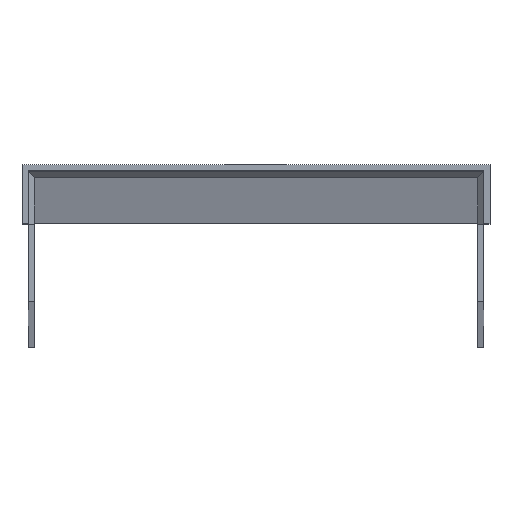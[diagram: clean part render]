
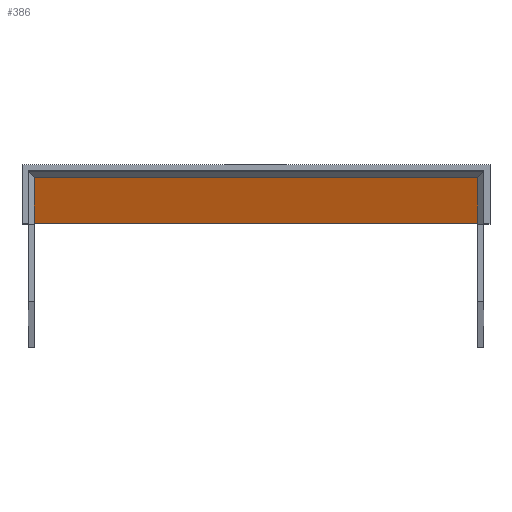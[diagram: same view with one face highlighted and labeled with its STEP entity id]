
A CAD part, top view. The second image highlights one B-rep face of the part: STEP entity #386.
In plain terms, the highlighted planar face has unit normal (0, -1, 0).
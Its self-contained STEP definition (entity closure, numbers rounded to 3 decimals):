
#12 = CARTESIAN_POINT ( 'NONE',  ( -25., 0., 2969. ) ) ;
#31 = DIRECTION ( 'NONE',  ( 0., 0., 1. ) ) ;
#32 = DIRECTION ( 'NONE',  ( 0., 1., 0. ) ) ;
#54 = PLANE ( 'NONE',  #314 ) ;
#115 = CARTESIAN_POINT ( 'NONE',  ( -25., 0., 2969. ) ) ;
#138 = CARTESIAN_POINT ( 'NONE',  ( -25., 0., 0. ) ) ;
#141 = CARTESIAN_POINT ( 'NONE',  ( 0., 0., 17.5 ) ) ;
#146 = CARTESIAN_POINT ( 'NONE',  ( 25., 0., 2969. ) ) ;
#150 = CARTESIAN_POINT ( 'NONE',  ( 25., 0., 0. ) ) ;
#191 = ORIENTED_EDGE ( 'NONE', *, *, #335, .F. ) ;
#222 = ORIENTED_EDGE ( 'NONE', *, *, #332, .T. ) ;
#257 = EDGE_CURVE ( 'NONE', #573, #562, #485, .T. ) ;
#314 = AXIS2_PLACEMENT_3D ( 'NONE', #115, #32, #31 ) ;
#322 = AXIS2_PLACEMENT_3D ( 'NONE', #791, #789, #784 ) ;
#331 = EDGE_CURVE ( 'NONE', #573, #569, #431, .T. ) ;
#332 = EDGE_CURVE ( 'NONE', #562, #591, #436, .T. ) ;
#334 = EDGE_CURVE ( 'NONE', #569, #591, #429, .T. ) ;
#335 = EDGE_CURVE ( 'NONE', #656, #656, #419, .T. ) ;
#386 = ADVANCED_FACE ( 'NONE', ( #677, #624 ), #54, .F. ) ;
#418 = VECTOR ( 'NONE', #804, 1000. ) ;
#419 = CIRCLE ( 'NONE', #322, 2.5 ) ;
#422 = VECTOR ( 'NONE', #867, 1000. ) ;
#428 = VECTOR ( 'NONE', #875, 1000. ) ;
#429 = LINE ( 'NONE', #851, #418 ) ;
#431 = LINE ( 'NONE', #855, #428 ) ;
#436 = LINE ( 'NONE', #849, #422 ) ;
#480 = VECTOR ( 'NONE', #797, 1000. ) ;
#485 = LINE ( 'NONE', #828, #480 ) ;
#502 = EDGE_LOOP ( 'NONE', ( #222, #713, #596, #715 ) ) ;
#521 = EDGE_LOOP ( 'NONE', ( #191 ) ) ;
#562 = VERTEX_POINT ( 'NONE', #138 ) ;
#569 = VERTEX_POINT ( 'NONE', #146 ) ;
#573 = VERTEX_POINT ( 'NONE', #12 ) ;
#591 = VERTEX_POINT ( 'NONE', #150 ) ;
#596 = ORIENTED_EDGE ( 'NONE', *, *, #331, .F. ) ;
#624 = FACE_OUTER_BOUND ( 'NONE', #502, .T. ) ;
#656 = VERTEX_POINT ( 'NONE', #141 ) ;
#677 = FACE_BOUND ( 'NONE', #521, .T. ) ;
#713 = ORIENTED_EDGE ( 'NONE', *, *, #334, .F. ) ;
#715 = ORIENTED_EDGE ( 'NONE', *, *, #257, .T. ) ;
#784 = DIRECTION ( 'NONE',  ( 0., 0., 1. ) ) ;
#789 = DIRECTION ( 'NONE',  ( 0., -1., 0. ) ) ;
#791 = CARTESIAN_POINT ( 'NONE',  ( 0., 0., 15. ) ) ;
#797 = DIRECTION ( 'NONE',  ( 0., 0., -1. ) ) ;
#804 = DIRECTION ( 'NONE',  ( 0., 0., -1. ) ) ;
#828 = CARTESIAN_POINT ( 'NONE',  ( -25., 0., 2969. ) ) ;
#849 = CARTESIAN_POINT ( 'NONE',  ( -25., 0., 0. ) ) ;
#851 = CARTESIAN_POINT ( 'NONE',  ( 25., 0., 2969. ) ) ;
#855 = CARTESIAN_POINT ( 'NONE',  ( -25., 0., 2969. ) ) ;
#867 = DIRECTION ( 'NONE',  ( 1., 0., 0. ) ) ;
#875 = DIRECTION ( 'NONE',  ( 1., 0., 0. ) ) ;
